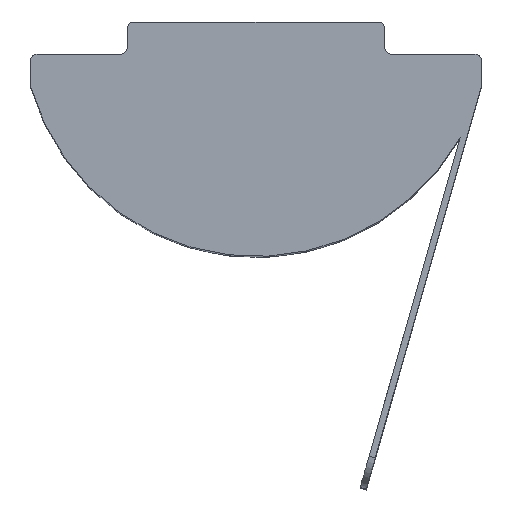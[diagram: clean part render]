
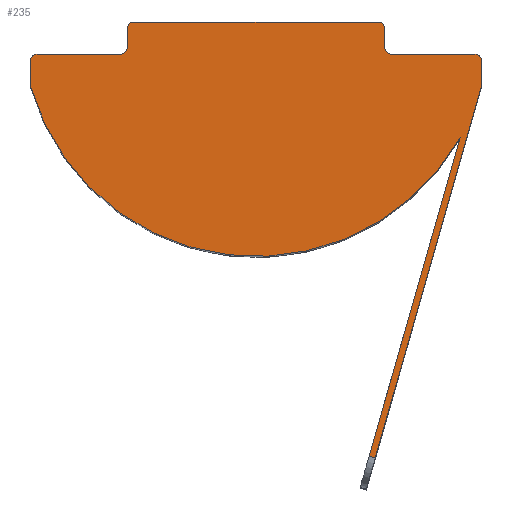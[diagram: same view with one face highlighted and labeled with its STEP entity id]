
A CAD part, top view. The second image highlights one B-rep face of the part: STEP entity #235.
In plain terms, the highlighted planar face has unit normal (0, 0, 1).
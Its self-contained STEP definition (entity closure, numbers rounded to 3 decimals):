
#18 = CARTESIAN_POINT ( 'NONE',  ( -4., -0.2, 10. ) ) ;
#19 = VECTOR ( 'NONE', #744, 1000. ) ;
#21 = CARTESIAN_POINT ( 'NONE',  ( 4., -1., 10. ) ) ;
#23 = CARTESIAN_POINT ( 'NONE',  ( -4.2, -1., 10. ) ) ;
#27 = ORIENTED_EDGE ( 'NONE', *, *, #686, .T. ) ;
#28 = PLANE ( 'NONE',  #886 ) ;
#29 = ORIENTED_EDGE ( 'NONE', *, *, #801, .T. ) ;
#31 = ORIENTED_EDGE ( 'NONE', *, *, #773, .T. ) ;
#37 = DIRECTION ( 'NONE',  ( 1., 0., 0. ) ) ;
#40 = AXIS2_PLACEMENT_3D ( 'NONE', #311, #855, #485 ) ;
#43 = CARTESIAN_POINT ( 'NONE',  ( 4., -0.2, 10. ) ) ;
#65 = VERTEX_POINT ( 'NONE', #794 ) ;
#72 = DIRECTION ( 'NONE',  ( 0.275, 0.962, 0. ) ) ;
#88 = LINE ( 'NONE', #271, #170 ) ;
#99 = DIRECTION ( 'NONE',  ( 0., -1., 0. ) ) ;
#101 = CARTESIAN_POINT ( 'NONE',  ( 6.8, -1., 10. ) ) ;
#107 = EDGE_CURVE ( 'NONE', #730, #321, #1143, .T. ) ;
#115 = VECTOR ( 'NONE', #635, 1000. ) ;
#136 = VERTEX_POINT ( 'NONE', #1083 ) ;
#143 = CARTESIAN_POINT ( 'NONE',  ( 0., 0., 10. ) ) ;
#148 = EDGE_CURVE ( 'NONE', #238, #730, #945, .T. ) ;
#149 = DIRECTION ( 'NONE',  ( 1., 0., 0. ) ) ;
#150 = DIRECTION ( 'NONE',  ( 0., 1., 0. ) ) ;
#151 = ORIENTED_EDGE ( 'NONE', *, *, #791, .T. ) ;
#152 = CARTESIAN_POINT ( 'NONE',  ( -4., -1., 10. ) ) ;
#153 = VECTOR ( 'NONE', #528, 1000. ) ;
#165 = CARTESIAN_POINT ( 'NONE',  ( 6.808, -1.945, 10. ) ) ;
#170 = VECTOR ( 'NONE', #182, 1000. ) ;
#182 = DIRECTION ( 'NONE',  ( 0., 1., 0. ) ) ;
#183 = DIRECTION ( 'NONE',  ( 1., 0., 0. ) ) ;
#191 = CARTESIAN_POINT ( 'NONE',  ( 6.342, -3.575, 10. ) ) ;
#200 = CARTESIAN_POINT ( 'NONE',  ( -6.8, -1., 10. ) ) ;
#202 = EDGE_LOOP ( 'NONE', ( #1012, #27, #645, #31, #151, #1061, #273, #1031, #963, #670, #29, #286, #585, #837, #816, #1145, #725 ) ) ;
#222 = VERTEX_POINT ( 'NONE', #23 ) ;
#232 = VECTOR ( 'NONE', #896, 1000. ) ;
#235 = ADVANCED_FACE ( 'NONE', ( #489 ), #28, .T. ) ;
#236 = VERTEX_POINT ( 'NONE', #101 ) ;
#238 = VERTEX_POINT ( 'NONE', #552 ) ;
#241 = AXIS2_PLACEMENT_3D ( 'NONE', #334, #708, #1056 ) ;
#247 = CARTESIAN_POINT ( 'NONE',  ( 3.8, -0.2, 10. ) ) ;
#250 = LINE ( 'NONE', #969, #792 ) ;
#268 = CARTESIAN_POINT ( 'NONE',  ( -7., -1., 10. ) ) ;
#271 = CARTESIAN_POINT ( 'NONE',  ( 7., -1., 10. ) ) ;
#273 = ORIENTED_EDGE ( 'NONE', *, *, #148, .T. ) ;
#280 = VERTEX_POINT ( 'NONE', #301 ) ;
#285 = LINE ( 'NONE', #268, #1096 ) ;
#286 = ORIENTED_EDGE ( 'NONE', *, *, #731, .T. ) ;
#294 = CARTESIAN_POINT ( 'NONE',  ( 3.703, -13.538, 10. ) ) ;
#299 = VECTOR ( 'NONE', #1011, 1000. ) ;
#301 = CARTESIAN_POINT ( 'NONE',  ( 3.8, 0., 10. ) ) ;
#311 = CARTESIAN_POINT ( 'NONE',  ( -4.2, -0.8, 10. ) ) ;
#320 = EDGE_CURVE ( 'NONE', #656, #484, #442, .T. ) ;
#321 = VERTEX_POINT ( 'NONE', #43 ) ;
#326 = CIRCLE ( 'NONE', #644, 7.28 ) ;
#334 = CARTESIAN_POINT ( 'NONE',  ( -6.8, -1.2, 10. ) ) ;
#353 = CIRCLE ( 'NONE', #241, 0.2 ) ;
#363 = AXIS2_PLACEMENT_3D ( 'NONE', #772, #778, #37 ) ;
#365 = CARTESIAN_POINT ( 'NONE',  ( 4.2, -0.8, 10. ) ) ;
#373 = CARTESIAN_POINT ( 'NONE',  ( 3.511, -13.483, 10. ) ) ;
#383 = CIRCLE ( 'NONE', #40, 0.2 ) ;
#390 = VERTEX_POINT ( 'NONE', #968 ) ;
#408 = EDGE_CURVE ( 'NONE', #502, #136, #285, .T. ) ;
#419 = CIRCLE ( 'NONE', #1118, 0.2 ) ;
#442 = LINE ( 'NONE', #165, #153 ) ;
#465 = CARTESIAN_POINT ( 'NONE',  ( 4., -0.8, 10. ) ) ;
#478 = CARTESIAN_POINT ( 'NONE',  ( -4., 0., 10. ) ) ;
#484 = VERTEX_POINT ( 'NONE', #373 ) ;
#485 = DIRECTION ( 'NONE',  ( 1., 0., 0. ) ) ;
#489 = FACE_OUTER_BOUND ( 'NONE', #202, .T. ) ;
#502 = VERTEX_POINT ( 'NONE', #899 ) ;
#528 = DIRECTION ( 'NONE',  ( -0.275, -0.962, 0. ) ) ;
#552 = CARTESIAN_POINT ( 'NONE',  ( 4.2, -1., 10. ) ) ;
#585 = ORIENTED_EDGE ( 'NONE', *, *, #890, .T. ) ;
#608 = DIRECTION ( 'NONE',  ( -1., 0., 0. ) ) ;
#610 = DIRECTION ( 'NONE',  ( 1., 0., 0. ) ) ;
#633 = EDGE_CURVE ( 'NONE', #236, #238, #1020, .T. ) ;
#635 = DIRECTION ( 'NONE',  ( 0.962, -0.275, 0. ) ) ;
#644 = AXIS2_PLACEMENT_3D ( 'NONE', #143, #930, #149 ) ;
#645 = ORIENTED_EDGE ( 'NONE', *, *, #999, .T. ) ;
#651 = VERTEX_POINT ( 'NONE', #200 ) ;
#654 = CARTESIAN_POINT ( 'NONE',  ( 3.703, -13.538, 10. ) ) ;
#656 = VERTEX_POINT ( 'NONE', #191 ) ;
#670 = ORIENTED_EDGE ( 'NONE', *, *, #735, .T. ) ;
#681 = AXIS2_PLACEMENT_3D ( 'NONE', #365, #985, #183 ) ;
#686 = EDGE_CURVE ( 'NONE', #484, #767, #740, .T. ) ;
#708 = DIRECTION ( 'NONE',  ( 0., 0., 1. ) ) ;
#725 = ORIENTED_EDGE ( 'NONE', *, *, #926, .T. ) ;
#730 = VERTEX_POINT ( 'NONE', #465 ) ;
#731 = EDGE_CURVE ( 'NONE', #763, #390, #1082, .T. ) ;
#734 = CARTESIAN_POINT ( 'NONE',  ( -4., 0., 10. ) ) ;
#735 = EDGE_CURVE ( 'NONE', #280, #1023, #1009, .T. ) ;
#740 = LINE ( 'NONE', #654, #115 ) ;
#744 = DIRECTION ( 'NONE',  ( -1., 0., 0. ) ) ;
#763 = VERTEX_POINT ( 'NONE', #18 ) ;
#766 = CARTESIAN_POINT ( 'NONE',  ( 7., -1.2, 10. ) ) ;
#767 = VERTEX_POINT ( 'NONE', #294 ) ;
#772 = CARTESIAN_POINT ( 'NONE',  ( -3.8, -0.2, 10. ) ) ;
#773 = EDGE_CURVE ( 'NONE', #65, #925, #88, .T. ) ;
#778 = DIRECTION ( 'NONE',  ( 0., 0., 1. ) ) ;
#791 = EDGE_CURVE ( 'NONE', #925, #236, #419, .T. ) ;
#792 = VECTOR ( 'NONE', #72, 1000. ) ;
#794 = CARTESIAN_POINT ( 'NONE',  ( 7., -2., 10. ) ) ;
#801 = EDGE_CURVE ( 'NONE', #1023, #763, #811, .T. ) ;
#811 = CIRCLE ( 'NONE', #363, 0.2 ) ;
#816 = ORIENTED_EDGE ( 'NONE', *, *, #1127, .T. ) ;
#823 = CARTESIAN_POINT ( 'NONE',  ( 0., 0., 10. ) ) ;
#837 = ORIENTED_EDGE ( 'NONE', *, *, #1045, .T. ) ;
#847 = CARTESIAN_POINT ( 'NONE',  ( 6.8, -1.2, 10. ) ) ;
#855 = DIRECTION ( 'NONE',  ( 0., 0., -1. ) ) ;
#880 = CARTESIAN_POINT ( 'NONE',  ( -3.8, 0., 10. ) ) ;
#886 = AXIS2_PLACEMENT_3D ( 'NONE', #823, #1015, #1008 ) ;
#890 = EDGE_CURVE ( 'NONE', #390, #222, #383, .T. ) ;
#896 = DIRECTION ( 'NONE',  ( 0., -1., 0. ) ) ;
#897 = AXIS2_PLACEMENT_3D ( 'NONE', #247, #1072, #610 ) ;
#899 = CARTESIAN_POINT ( 'NONE',  ( -7., -1.2, 10. ) ) ;
#912 = VECTOR ( 'NONE', #608, 1000. ) ;
#925 = VERTEX_POINT ( 'NONE', #766 ) ;
#926 = EDGE_CURVE ( 'NONE', #136, #656, #326, .T. ) ;
#930 = DIRECTION ( 'NONE',  ( 0., 0., 1. ) ) ;
#943 = DIRECTION ( 'NONE',  ( 0., 0., 1. ) ) ;
#945 = CIRCLE ( 'NONE', #681, 0.2 ) ;
#955 = CARTESIAN_POINT ( 'NONE',  ( 4., -1., 10. ) ) ;
#963 = ORIENTED_EDGE ( 'NONE', *, *, #1152, .T. ) ;
#968 = CARTESIAN_POINT ( 'NONE',  ( -4., -0.8, 10. ) ) ;
#969 = CARTESIAN_POINT ( 'NONE',  ( 7., -2., 10. ) ) ;
#985 = DIRECTION ( 'NONE',  ( 0., 0., -1. ) ) ;
#999 = EDGE_CURVE ( 'NONE', #767, #65, #250, .T. ) ;
#1008 = DIRECTION ( 'NONE',  ( 1., 0., 0. ) ) ;
#1009 = LINE ( 'NONE', #734, #19 ) ;
#1010 = CIRCLE ( 'NONE', #897, 0.2 ) ;
#1011 = DIRECTION ( 'NONE',  ( -1., 0., 0. ) ) ;
#1012 = ORIENTED_EDGE ( 'NONE', *, *, #320, .T. ) ;
#1015 = DIRECTION ( 'NONE',  ( 0., 0., 1. ) ) ;
#1020 = LINE ( 'NONE', #21, #299 ) ;
#1023 = VERTEX_POINT ( 'NONE', #880 ) ;
#1031 = ORIENTED_EDGE ( 'NONE', *, *, #107, .T. ) ;
#1045 = EDGE_CURVE ( 'NONE', #222, #651, #1062, .T. ) ;
#1056 = DIRECTION ( 'NONE',  ( 1., 0., 0. ) ) ;
#1061 = ORIENTED_EDGE ( 'NONE', *, *, #633, .T. ) ;
#1062 = LINE ( 'NONE', #152, #912 ) ;
#1072 = DIRECTION ( 'NONE',  ( 0., 0., 1. ) ) ;
#1082 = LINE ( 'NONE', #478, #232 ) ;
#1083 = CARTESIAN_POINT ( 'NONE',  ( -7., -2., 10. ) ) ;
#1093 = VECTOR ( 'NONE', #150, 1000. ) ;
#1096 = VECTOR ( 'NONE', #99, 1000. ) ;
#1118 = AXIS2_PLACEMENT_3D ( 'NONE', #847, #943, #1124 ) ;
#1124 = DIRECTION ( 'NONE',  ( 1., 0., 0. ) ) ;
#1127 = EDGE_CURVE ( 'NONE', #651, #502, #353, .T. ) ;
#1143 = LINE ( 'NONE', #955, #1093 ) ;
#1145 = ORIENTED_EDGE ( 'NONE', *, *, #408, .T. ) ;
#1152 = EDGE_CURVE ( 'NONE', #321, #280, #1010, .T. ) ;
